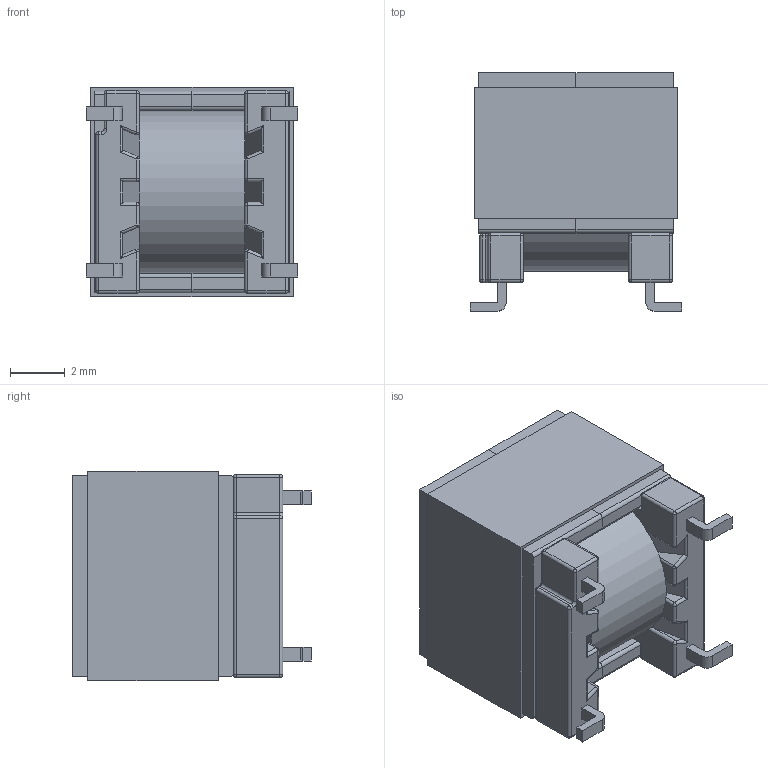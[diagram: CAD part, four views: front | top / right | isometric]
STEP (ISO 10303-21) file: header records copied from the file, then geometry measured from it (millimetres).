
FILE_DESCRIPTION (( 'STEP AP214' ), '1' );
FILE_NAME ('EPX6_5946_MP2-3-6-7.STEP', '2021-08-10T13:59:01', ( '' ), ( '' ), 'SwSTEP 2.0', 'SolidWorks 2017', '' );
FILE_SCHEMA (( 'AUTOMOTIVE_DESIGN' ));
Length unit declared in the file: millimetre
Products named in the file (5): 150-2850_6A; EPX6_5946_MP2-3-6-7; 070-5946_6D; 070-5946_coil; 440-9986-2850
Assembly tree (5 placements, depth 2):
  EPX6_5946_MP2-3-6-7
    070-5946_6D
    150-2850_6A  x2
    070-5946_coil
    440-9986-2850
Bounding box: 7.7 x 8.69 x 7.63 mm (x, y, z)
Volume: 371.6 mm3; surface area: 1173.8 mm2
Topology: 5 solids, 5 shells, 298 faces, 756 edges, 442 vertices
Faces by surface type: cylinder 118, plane 114, sphere 30, bspline 18, torus 18
Entity records: 9503 total; most frequent: CARTESIAN_POINT 2315, ORIENTED_EDGE 1350, DIRECTION 1333, EDGE_CURVE 675, AXIS2_PLACEMENT_3D 486, VERTEX_POINT 408, LINE 361, VECTOR 361
